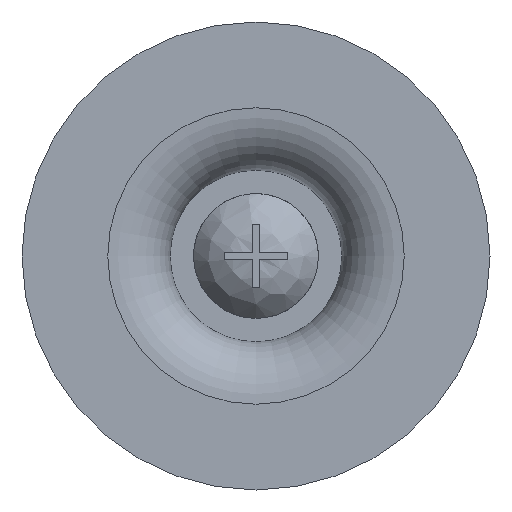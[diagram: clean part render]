
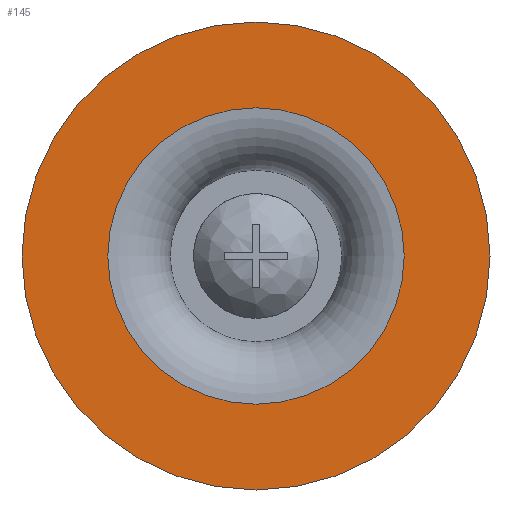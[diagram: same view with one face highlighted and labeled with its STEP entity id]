
A CAD part, front view. The second image highlights one B-rep face of the part: STEP entity #145.
In plain terms, the highlighted planar face has unit normal (0, -1, 0).
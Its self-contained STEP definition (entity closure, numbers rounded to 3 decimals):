
#145 = ADVANCED_FACE( '', ( #300, #301 ), #302, .F. );
#300 = FACE_BOUND( '', #455, .T. );
#301 = FACE_OUTER_BOUND( '', #456, .T. );
#302 = PLANE( '', #457 );
#455 = EDGE_LOOP( '', ( #814 ) );
#456 = EDGE_LOOP( '', ( #815 ) );
#457 = AXIS2_PLACEMENT_3D( '', #816, #817, #818 );
#814 = ORIENTED_EDGE( '', *, *, #981, .F. );
#815 = ORIENTED_EDGE( '', *, *, #995, .T. );
#816 = CARTESIAN_POINT( '', ( 15., 0., 0. ) );
#817 = DIRECTION( '', ( 0., 1., 0. ) );
#818 = DIRECTION( '', ( 0., 0., 1. ) );
#981 = EDGE_CURVE( '', #1170, #1170, #1171, .T. );
#995 = EDGE_CURVE( '', #1189, #1189, #1190, .T. );
#1170 = VERTEX_POINT( '', #1532 );
#1171 = CIRCLE( '', #1533, 9.5 );
#1189 = VERTEX_POINT( '', #1559 );
#1190 = CIRCLE( '', #1560, 15. );
#1532 = CARTESIAN_POINT( '', ( 0., 0., -9.5 ) );
#1533 = AXIS2_PLACEMENT_3D( '', #1675, #1676, #1677 );
#1559 = CARTESIAN_POINT( '', ( 0., 0., -15. ) );
#1560 = AXIS2_PLACEMENT_3D( '', #1688, #1689, #1690 );
#1675 = CARTESIAN_POINT( '', ( 0., 0., 0. ) );
#1676 = DIRECTION( '', ( 0., -1., 0. ) );
#1677 = DIRECTION( '', ( 0., 0., -1. ) );
#1688 = CARTESIAN_POINT( '', ( 0., 0., 0. ) );
#1689 = DIRECTION( '', ( 0., -1., 0. ) );
#1690 = DIRECTION( '', ( 0., 0., -1. ) );
